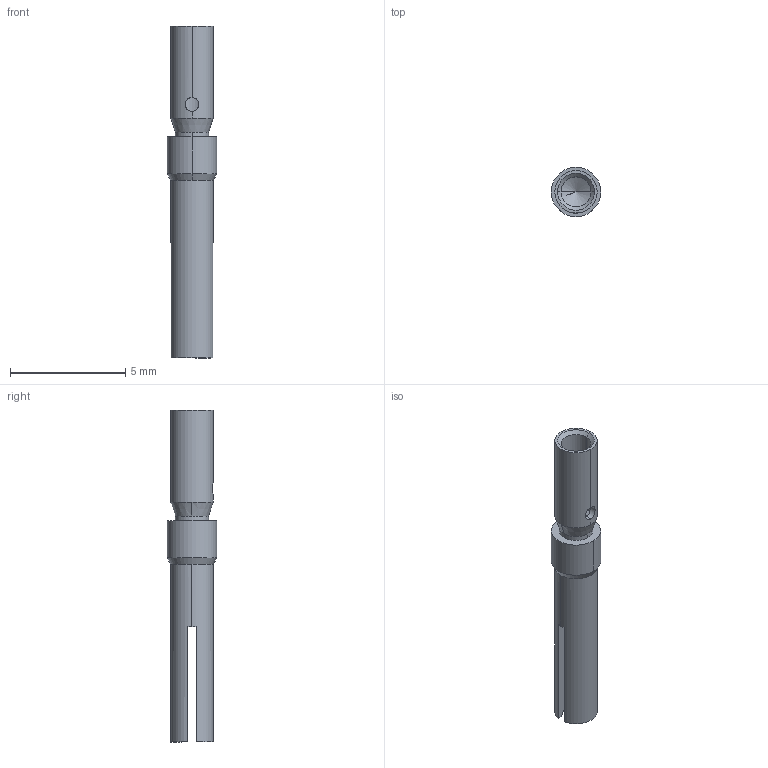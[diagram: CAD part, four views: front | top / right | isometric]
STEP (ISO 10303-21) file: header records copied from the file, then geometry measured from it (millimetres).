
FILE_DESCRIPTION(('Creo Elements/Direct Modeling STEP Export'),'2;1');
FILE_NAME('0lndqdl4dtktgnn484','2017-11-27T 9:54:05',(''),(''),'PTC Creo Elements/Direct Modeling STEP processor for AP214 (Solid Model)','PTC Creo Elements/Direct Modeling 19.0E 27-Jun-2016 (C) Parametric Technology GmbH','');
FILE_SCHEMA(('AUTOMOTIVE_DESIGN { 1 0 10303 214 1 1 1 1 }'));
Length unit declared in the file: millimetre
Products named in the file (2): CIFD_0.7
Assembly tree (1 placements, depth 2):
  CIFD_0.7
    CIFD_0.7
Bounding box: 2.15 x 2.15 x 14.4 mm (x, y, z)
Volume: 26.5 mm3; surface area: 132.4 mm2
Topology: 1 solids, 1 shells, 35 faces, 93 edges, 59 vertices
Faces by surface type: cylinder 14, plane 11, cone 10
Entity records: 1439 total; most frequent: CARTESIAN_POINT 299, ORIENTED_EDGE 182, DIRECTION 158, EDGE_CURVE 91, AXIS2_PLACEMENT_3D 60, VERTEX_POINT 59, EDGE_LOOP 38, VECTOR 38
